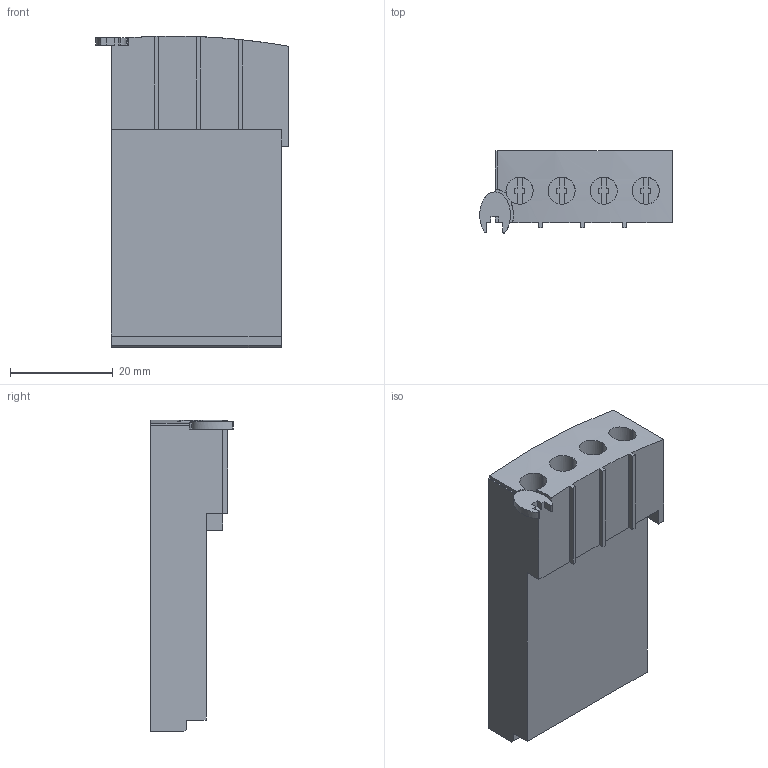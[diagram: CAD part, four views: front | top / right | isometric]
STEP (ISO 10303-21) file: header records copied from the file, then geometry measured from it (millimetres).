
FILE_DESCRIPTION(('STEP AP214'),'1');
FILE_NAME(' ',' ',('TraceParts'),('TraceParts S.A.'),'XStep 1.0',' ',' ');
FILE_SCHEMA(('automotive_design'));
Length unit declared in the file: millimetre
Products named in the file (5): SB103536_3D-SIMPLIFIED_ASM|Next assembly relationship;COQUE; SB103536_3D-SIMPLIFIED_ASM|Next assembly relationship;VIS
Bounding box: 37.58 x 16.12 x 60.8 mm (x, y, z)
Volume: 23149.3 mm3; surface area: 7438.5 mm2
Topology: 5 solids, 5 shells, 126 faces, 333 edges, 220 vertices
Faces by surface type: plane 98, cylinder 25, bspline 3
Entity records: 4397 total; most frequent: CARTESIAN_POINT 1191, ORIENTED_EDGE 666, DIRECTION 626, EDGE_CURVE 333, LINE 252, VECTOR 252, VERTEX_POINT 220, AXIS2_PLACEMENT_3D 187
